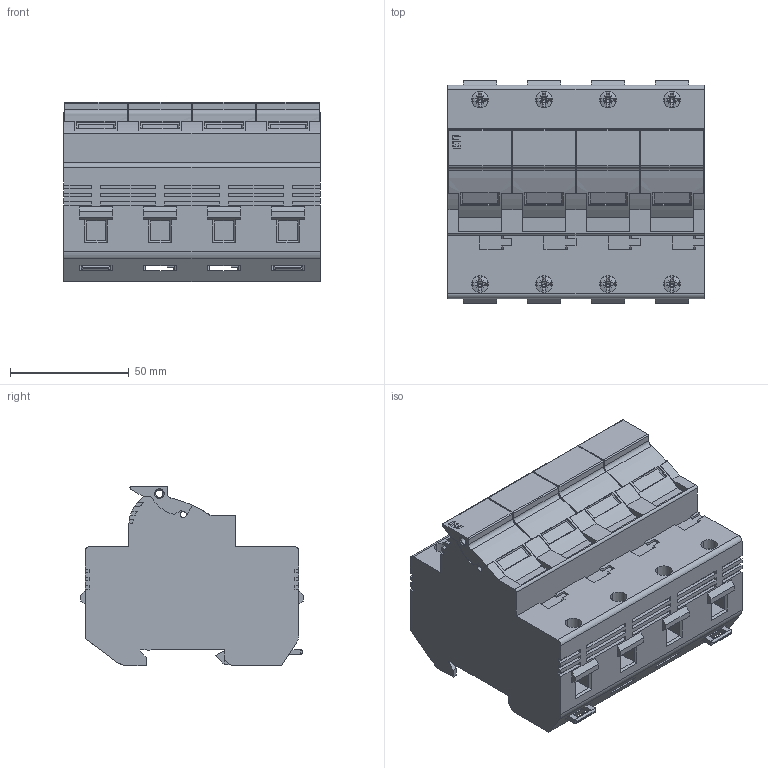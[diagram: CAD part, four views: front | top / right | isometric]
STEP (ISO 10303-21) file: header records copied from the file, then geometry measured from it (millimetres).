
FILE_DESCRIPTION((''),'2;1');
FILE_NAME('EFD14_4P_DIM','2017-09-18T',('matic.bajda'),('Audax d.o.o.'),'CREO PARAMETRIC BY PTC INC, 2016260','CREO PARAMETRIC BY PTC INC, 2016260','');
FILE_SCHEMA(('AUTOMOTIVE_DESIGN { 1 0 10303 214 1 1 1 1 }'));
Length unit declared in the file: millimetre
Products named in the file (1): EFD14_4P_DIM
Bounding box: 108 x 94 x 75.8 mm (x, y, z)
Volume: 508874.2 mm3; surface area: 64858.9 mm2
Topology: 1 solids, 1 shells, 1375 faces, 3981 edges, 2625 vertices
Faces by surface type: plane 1114, cylinder 181, cone 64, sphere 16
Entity records: 58203 total; most frequent: CARTESIAN_POINT 9904, ORIENTED_EDGE 7930, DIRECTION 6991, PRESENTATION_STYLE_ASSIGNMENT 3969, STYLED_ITEM 3966, CURVE_STYLE 3965, EDGE_CURVE 3965, VECTOR 2995
